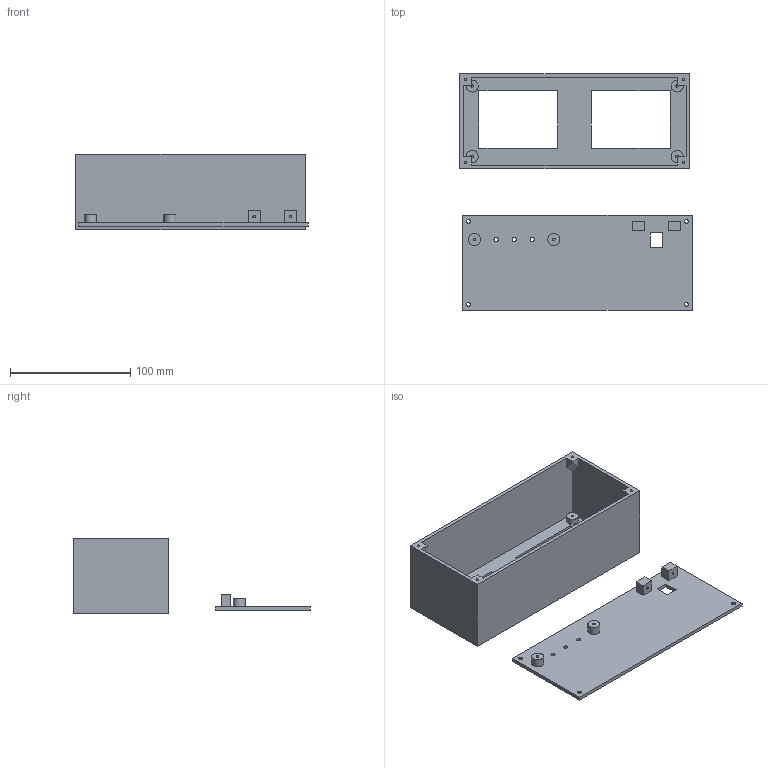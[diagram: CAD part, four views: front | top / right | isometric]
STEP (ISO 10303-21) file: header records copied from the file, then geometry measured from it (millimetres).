
FILE_DESCRIPTION(/* description */ (''),/* implementation_level */ '2;1');
FILE_NAME(/* name */ 'Digital Clock Enclosure v22.step',/* time_stamp */ '2024-03-10T16:44:08+01:00',/* author */ (''),/* organization */ (''),/* preprocessor_version */ 'ST-DEVELOPER v20',/* originating_system */ 'Autodesk Translation Framework v12.20.1.177',/* authorisation */ '');
FILE_SCHEMA (('AUTOMOTIVE_DESIGN { 1 0 10303 214 3 1 1 }'));
Length unit declared in the file: millimetre
Products named in the file (1): Digital Clock Enclosure
Bounding box: 193.28 x 196.65 x 63 mm (x, y, z)
Volume: 171814 mm3; surface area: 118266 mm2
Topology: 2 solids, 2 shells, 102 faces, 219 edges, 146 vertices
Faces by surface type: plane 73, cylinder 29
Full cylindrical faces by diameter (mm): 2.1 x12, 3.2 x4, 3.5 x3, 5.5 x4, 10 x6
Entity records: 2833 total; most frequent: DIRECTION 483, CARTESIAN_POINT 468, ORIENTED_EDGE 438, EDGE_CURVE 219, LINE 161, VECTOR 161, AXIS2_PLACEMENT_3D 161, EDGE_LOOP 147
